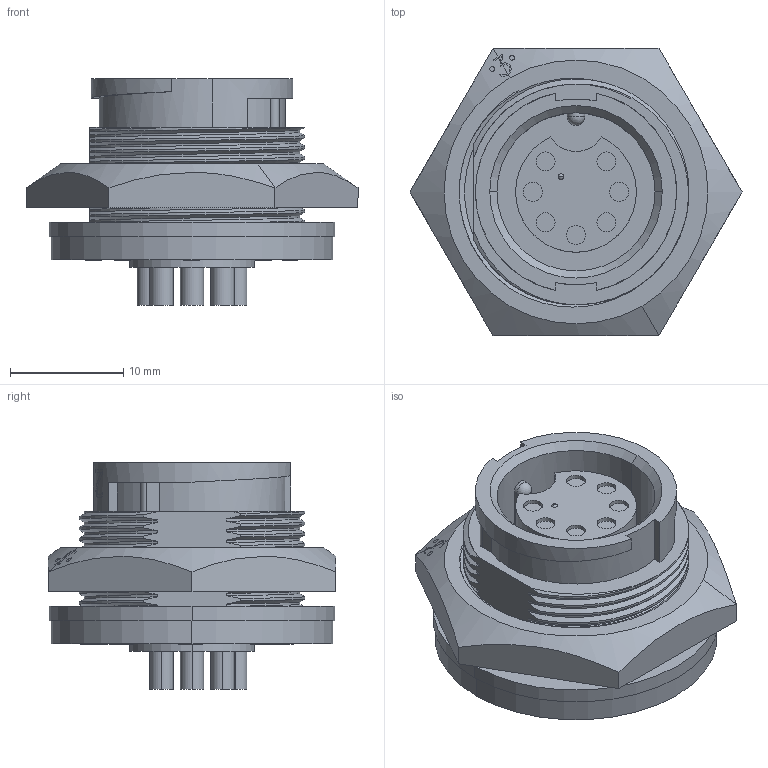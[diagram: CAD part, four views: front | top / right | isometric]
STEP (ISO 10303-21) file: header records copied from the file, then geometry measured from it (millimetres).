
FILE_DESCRIPTION (( 'STEP AP203' ), '1' );
FILE_NAME ('4280-7SG-300.STEP', '2015-07-21T16:01:10', ( '' ), ( '' ), 'SwSTEP 2.0', 'SolidWorks 2014', '' );
FILE_SCHEMA (( 'CONFIG_CONTROL_DESIGN' ));
Length unit declared in the file: inch
Products named in the file (1): 4280-7SG-300
Bounding box: 29.33 x 25.4 x 20.04 mm (x, y, z)
Volume: 5410.7 mm3; surface area: 4173.7 mm2
Topology: 2 solids, 2 shells, 371 faces, 987 edges, 655 vertices
Faces by surface type: plane 163, bspline 103, cylinder 88, cone 14, sphere 3
Entity records: 27879 total; most frequent: CARTESIAN_POINT 19614, ORIENTED_EDGE 1970, DIRECTION 1276, EDGE_CURVE 985, VERTEX_POINT 654, LINE 482, VECTOR 482, EDGE_LOOP 409
